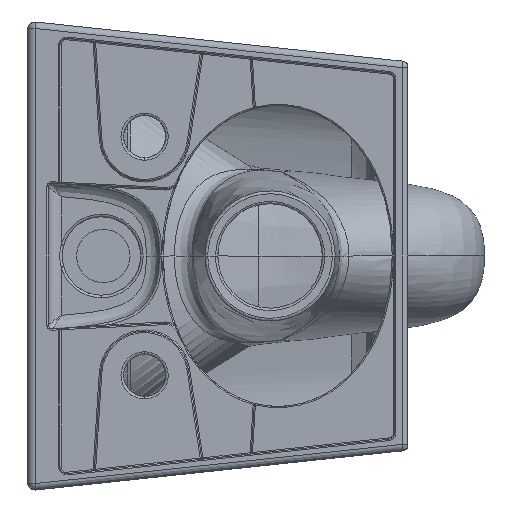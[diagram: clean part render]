
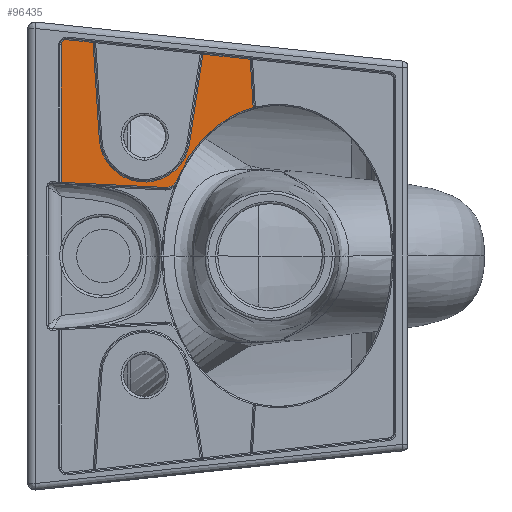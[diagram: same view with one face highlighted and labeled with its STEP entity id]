
A CAD part, left-side view. The second image highlights one B-rep face of the part: STEP entity #96435.
In plain terms, the highlighted planar face has unit normal (-1, 0, 0).
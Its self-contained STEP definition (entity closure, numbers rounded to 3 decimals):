
#258 = ORIENTED_EDGE ( 'NONE', *, *, #55970, .T. ) ;
#1211 = CARTESIAN_POINT ( 'NONE',  ( 5., 170.117, -104.714 ) ) ;
#2034 = CARTESIAN_POINT ( 'NONE',  ( 5., 143.509, -75.854 ) ) ;
#2691 = ORIENTED_EDGE ( 'NONE', *, *, #117939, .T. ) ;
#2792 = EDGE_LOOP ( 'NONE', ( #34061, #51946, #98345, #148017, #50697, #20746, #2691, #143285, #163370, #50158, #150755, #258 ) ) ;
#3471 = LINE ( 'NONE', #26830, #157704 ) ;
#4503 = CARTESIAN_POINT ( 'NONE',  ( 5., 163.083, -94.627 ) ) ;
#4923 = CARTESIAN_POINT ( 'NONE',  ( 5., 4.222, -39.559 ) ) ;
#12303 = CARTESIAN_POINT ( 'NONE',  ( 5., 262.576, -11.988 ) ) ;
#13714 = CARTESIAN_POINT ( 'NONE',  ( 5., 141.324, -74.355 ) ) ;
#15347 = CARTESIAN_POINT ( 'NONE',  ( 5., 122.489, -65.218 ) ) ;
#16932 = CARTESIAN_POINT ( 'NONE',  ( 5., 263., -15.966 ) ) ;
#17007 = CARTESIAN_POINT ( 'NONE',  ( 5., 164.685, -96.733 ) ) ;
#17194 = VECTOR ( 'NONE', #156320, 1000. ) ;
#19984 = CIRCLE ( 'NONE', #129134, 4. ) ;
#20746 = ORIENTED_EDGE ( 'NONE', *, *, #49165, .T. ) ;
#24455 = CIRCLE ( 'NONE', #123042, 9. ) ;
#25810 = CARTESIAN_POINT ( 'NONE',  ( 5., 121.331, -27.017 ) ) ;
#26213 = CARTESIAN_POINT ( 'NONE',  ( 5., 157.412, -87.9 ) ) ;
#26830 = CARTESIAN_POINT ( 'NONE',  ( 5., 186.781, -125.83 ) ) ;
#27031 = CARTESIAN_POINT ( 'NONE',  ( 5., 144.231, -76.367 ) ) ;
#27848 = CARTESIAN_POINT ( 'NONE',  ( 5., 145.654, -77.411 ) ) ;
#31673 = EDGE_CURVE ( 'NONE', #64961, #34232, #159149, .T. ) ;
#32946 = DIRECTION ( 'NONE',  ( 0., 0., 1. ) ) ;
#34061 = ORIENTED_EDGE ( 'NONE', *, *, #86841, .T. ) ;
#34224 = CARTESIAN_POINT ( 'NONE',  ( 5., 4.222, -39.559 ) ) ;
#34232 = VERTEX_POINT ( 'NONE', #12303 ) ;
#36616 = CARTESIAN_POINT ( 'NONE',  ( 5., 242.451, -14.136 ) ) ;
#37431 = CARTESIAN_POINT ( 'NONE',  ( 5., 157.85, -23.165 ) ) ;
#39112 = CARTESIAN_POINT ( 'NONE',  ( 5., 178.055, -120.354 ) ) ;
#39633 = DIRECTION ( 'NONE',  ( 0., 1., 0. ) ) ;
#41156 = CARTESIAN_POINT ( 'NONE',  ( 5., 135.326, -70.716 ) ) ;
#41481 = VECTOR ( 'NONE', #160995, 1000. ) ;
#41490 = DIRECTION ( 'NONE',  ( 0., 0., 1. ) ) ;
#42741 = DIRECTION ( 'NONE',  ( -1., 0., 0. ) ) ;
#42819 = CARTESIAN_POINT ( 'NONE',  ( 5., 176.677, -117.104 ) ) ;
#44170 = CARTESIAN_POINT ( 'NONE',  ( 5., 263., -15.966 ) ) ;
#46150 = AXIS2_PLACEMENT_3D ( 'NONE', #44170, #135044, #70007 ) ;
#47910 = CARTESIAN_POINT ( 'NONE',  ( 5., 202.711, -86.699 ) ) ;
#49165 = EDGE_CURVE ( 'NONE', #122753, #80534, #149162, .T. ) ;
#50158 = ORIENTED_EDGE ( 'NONE', *, *, #114229, .T. ) ;
#50697 = ORIENTED_EDGE ( 'NONE', *, *, #112182, .T. ) ;
#51326 = PLANE ( 'NONE',  #139084 ) ;
#51946 = ORIENTED_EDGE ( 'NONE', *, *, #94368, .T. ) ;
#52621 = VERTEX_POINT ( 'NONE', #126474 ) ;
#52846 = CARTESIAN_POINT ( 'NONE',  ( 5., 267., -15.966 ) ) ;
#55321 = CARTESIAN_POINT ( 'NONE',  ( 5., 159.761, -90.506 ) ) ;
#55386 = CARTESIAN_POINT ( 'NONE',  ( 5., 151.037, 22.522 ) ) ;
#55970 = EDGE_CURVE ( 'NONE', #111405, #57392, #3471, .T. ) ;
#56893 = EDGE_CURVE ( 'NONE', #62745, #84727, #89184, .T. ) ;
#57034 = VERTEX_POINT ( 'NONE', #39112 ) ;
#57061 = LINE ( 'NONE', #151820, #147698 ) ;
#57392 = VERTEX_POINT ( 'NONE', #69502 ) ;
#57852 = LINE ( 'NONE', #55386, #17194 ) ;
#62745 = VERTEX_POINT ( 'NONE', #87895 ) ;
#64685 = VERTEX_POINT ( 'NONE', #37431 ) ;
#64961 = VERTEX_POINT ( 'NONE', #36616 ) ;
#65358 = CARTESIAN_POINT ( 'NONE',  ( 5., 178.055, -120.354 ) ) ;
#66171 = CARTESIAN_POINT ( 'NONE',  ( 5., 119.069, -64.289 ) ) ;
#67752 = DIRECTION ( 'NONE',  ( 0., 0., 1. ) ) ;
#69502 = CARTESIAN_POINT ( 'NONE',  ( 5., 186.781, -125.83 ) ) ;
#69763 = B_SPLINE_CURVE_WITH_KNOTS ( 'NONE', 3,
 ( #65358, #42819, #116251, #129584, #1211, #140453, #142089, #17007, #104566, #4503, #106221, #55321, #26213, #77064, #157091, #102910, #27848, #27031, #2034, #13714, #79524, #41156, #153784, #78704, #15347, #66171 ),
 .UNSPECIFIED., .F., .F.,
 ( 4, 2, 2, 2, 2, 2, 2, 2, 2, 2, 2, 2, 4 ),
 ( 0., 0.011, 0.021, 0.026, 0.029, 0.032, 0.042, 0.053, 0.055, 0.058, 0.063, 0.074, 0.084 ),
 .UNSPECIFIED. ) ;
#70007 = DIRECTION ( 'NONE',  ( 0., 0., 1. ) ) ;
#74071 = CARTESIAN_POINT ( 'NONE',  ( 5., 168.093, -91.861 ) ) ;
#76360 = CARTESIAN_POINT ( 'NONE',  ( 5., 0., 0. ) ) ;
#77064 = CARTESIAN_POINT ( 'NONE',  ( 5., 152.441, -82.972 ) ) ;
#77784 = VECTOR ( 'NONE', #153384, 1000. ) ;
#78024 = EDGE_CURVE ( 'NONE', #84727, #64685, #107661, .T. ) ;
#78704 = CARTESIAN_POINT ( 'NONE',  ( 5., 125.8, -66.379 ) ) ;
#79524 = CARTESIAN_POINT ( 'NONE',  ( 5., 139.843, -73.407 ) ) ;
#80534 = VERTEX_POINT ( 'NONE', #138995 ) ;
#82017 = CARTESIAN_POINT ( 'NONE',  ( 5., 267., -121.903 ) ) ;
#83158 = CARTESIAN_POINT ( 'NONE',  ( 5., 186.341, -116.841 ) ) ;
#84727 = VERTEX_POINT ( 'NONE', #151756 ) ;
#85248 = AXIS2_PLACEMENT_3D ( 'NONE', #47910, #124632, #32946 ) ;
#86041 = CIRCLE ( 'NONE', #46150, 4. ) ;
#86841 = EDGE_CURVE ( 'NONE', #57392, #57034, #24455, .T. ) ;
#87895 = CARTESIAN_POINT ( 'NONE',  ( 5., 119.069, -64.289 ) ) ;
#88451 = DIRECTION ( 'NONE',  ( 0., 0.064, 0.998 ) ) ;
#89184 = LINE ( 'NONE', #25810, #77784 ) ;
#91906 = EDGE_CURVE ( 'NONE', #150840, #111405, #162379, .T. ) ;
#94368 = EDGE_CURVE ( 'NONE', #57034, #62745, #69763, .T. ) ;
#96435 = ADVANCED_FACE ( 'NONE', ( #153904 ), #51326, .T. ) ;
#98345 = ORIENTED_EDGE ( 'NONE', *, *, #56893, .T. ) ;
#102910 = CARTESIAN_POINT ( 'NONE',  ( 5., 146.356, -77.943 ) ) ;
#104365 = DIRECTION ( 'NONE',  ( 0., -0.999, -0.049 ) ) ;
#104566 = CARTESIAN_POINT ( 'NONE',  ( 5., 164.158, -96.027 ) ) ;
#104892 = DIRECTION ( 'NONE',  ( -1., 0., 0. ) ) ;
#106043 = VECTOR ( 'NONE', #121616, 1000. ) ;
#106221 = CARTESIAN_POINT ( 'NONE',  ( 5., 162.536, -93.932 ) ) ;
#107661 = LINE ( 'NONE', #34224, #41481 ) ;
#111405 = VERTEX_POINT ( 'NONE', #82017 ) ;
#112182 = EDGE_CURVE ( 'NONE', #64685, #122753, #57852, .T. ) ;
#112328 = CARTESIAN_POINT ( 'NONE',  ( 5., 267., -122.855 ) ) ;
#114229 = EDGE_CURVE ( 'NONE', #52621, #150840, #19984, .T. ) ;
#114727 = DIRECTION ( 'NONE',  ( -1., 0., 0. ) ) ;
#116251 = CARTESIAN_POINT ( 'NONE',  ( 5., 175.172, -113.928 ) ) ;
#117939 = EDGE_CURVE ( 'NONE', #80534, #64961, #57061, .T. ) ;
#121616 = DIRECTION ( 'NONE',  ( 0., 0.994, 0.106 ) ) ;
#122753 = VERTEX_POINT ( 'NONE', #74071 ) ;
#123042 = AXIS2_PLACEMENT_3D ( 'NONE', #83158, #104892, #41490 ) ;
#124632 = DIRECTION ( 'NONE',  ( 1., 0., 0. ) ) ;
#125634 = VECTOR ( 'NONE', #127291, 1000. ) ;
#126474 = CARTESIAN_POINT ( 'NONE',  ( 5., 263., -11.966 ) ) ;
#127291 = DIRECTION ( 'NONE',  ( 0., 0., -1. ) ) ;
#129134 = AXIS2_PLACEMENT_3D ( 'NONE', #16932, #42741, #67752 ) ;
#129584 = CARTESIAN_POINT ( 'NONE',  ( 5., 171.892, -107.733 ) ) ;
#130940 = EDGE_CURVE ( 'NONE', #34232, #52621, #86041, .T. ) ;
#135044 = DIRECTION ( 'NONE',  ( -1., 0., 0. ) ) ;
#138995 = CARTESIAN_POINT ( 'NONE',  ( 5., 237.638, -88.946 ) ) ;
#139084 = AXIS2_PLACEMENT_3D ( 'NONE', #76360, #114727, #39633 ) ;
#140453 = CARTESIAN_POINT ( 'NONE',  ( 5., 167.236, -100.313 ) ) ;
#142089 = CARTESIAN_POINT ( 'NONE',  ( 5., 166.239, -98.868 ) ) ;
#143285 = ORIENTED_EDGE ( 'NONE', *, *, #31673, .T. ) ;
#147698 = VECTOR ( 'NONE', #88451, 1000. ) ;
#148017 = ORIENTED_EDGE ( 'NONE', *, *, #78024, .T. ) ;
#149162 = CIRCLE ( 'NONE', #85248, 35. ) ;
#150755 = ORIENTED_EDGE ( 'NONE', *, *, #91906, .T. ) ;
#150840 = VERTEX_POINT ( 'NONE', #52846 ) ;
#151756 = CARTESIAN_POINT ( 'NONE',  ( 5., 121.328, -27.062 ) ) ;
#151820 = CARTESIAN_POINT ( 'NONE',  ( 5., 242.505, -13.295 ) ) ;
#153384 = DIRECTION ( 'NONE',  ( 0., 0.061, 0.998 ) ) ;
#153784 = CARTESIAN_POINT ( 'NONE',  ( 5., 132.218, -69.128 ) ) ;
#153904 = FACE_OUTER_BOUND ( 'NONE', #2792, .T. ) ;
#156320 = DIRECTION ( 'NONE',  ( 0., 0.147, -0.989 ) ) ;
#157091 = CARTESIAN_POINT ( 'NONE',  ( 5., 149.819, -80.651 ) ) ;
#157704 = VECTOR ( 'NONE', #104365, 1000. ) ;
#159149 = LINE ( 'NONE', #4923, #106043 ) ;
#160995 = DIRECTION ( 'NONE',  ( 0., 0.994, 0.106 ) ) ;
#162379 = LINE ( 'NONE', #112328, #125634 ) ;
#163370 = ORIENTED_EDGE ( 'NONE', *, *, #130940, .T. ) ;
